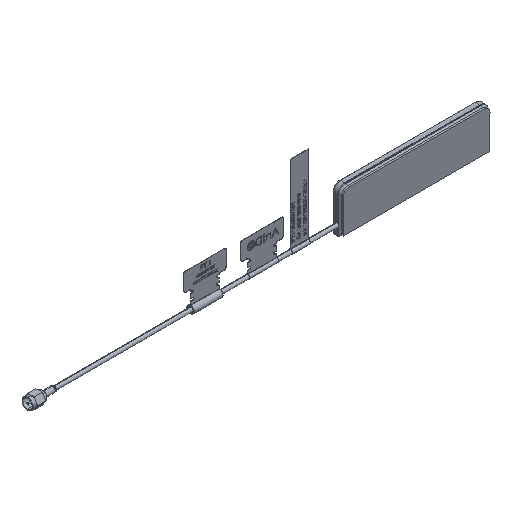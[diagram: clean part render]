
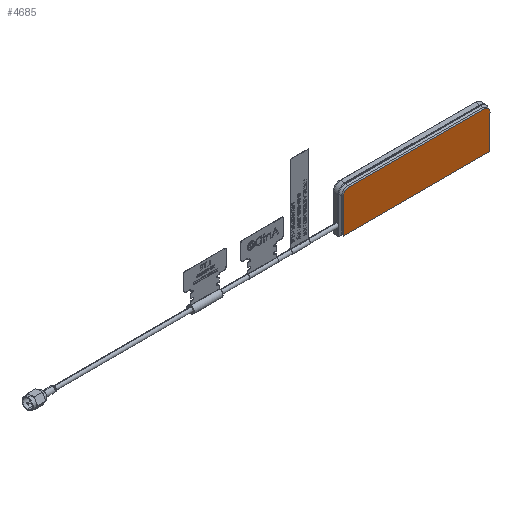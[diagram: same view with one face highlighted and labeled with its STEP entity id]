
A CAD part, isometric view. The second image highlights one B-rep face of the part: STEP entity #4685.
In plain terms, the highlighted planar face has unit normal (0, -1, 0).
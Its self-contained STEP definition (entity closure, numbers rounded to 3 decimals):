
#230 = CARTESIAN_POINT ( 'NONE',  ( -43.801, 14.034, 91. ) ) ;
#693 = CARTESIAN_POINT ( 'NONE',  ( 55.199, 14.034, 119. ) ) ;
#1593 = DIRECTION ( 'NONE',  ( 0., -1., 0. ) ) ;
#3562 = DIRECTION ( 'NONE',  ( 0., 0., -1. ) ) ;
#4094 = VERTEX_POINT ( 'NONE', #6698 ) ;
#4685 = ADVANCED_FACE ( 'NONE', ( #17335 ), #29154, .T. ) ;
#6446 = CARTESIAN_POINT ( 'NONE',  ( 59.199, 14.034, 115. ) ) ;
#6698 = CARTESIAN_POINT ( 'NONE',  ( 59.199, 14.034, 91. ) ) ;
#6730 = CARTESIAN_POINT ( 'NONE',  ( 55.199, 14.034, 119. ) ) ;
#7227 = VERTEX_POINT ( 'NONE', #40409 ) ;
#8220 = ORIENTED_EDGE ( 'NONE', *, *, #31422, .T. ) ;
#8819 = VERTEX_POINT ( 'NONE', #693 ) ;
#9036 = VECTOR ( 'NONE', #27170, 1000. ) ;
#9588 = EDGE_CURVE ( 'NONE', #7227, #34519, #36145, .T. ) ;
#11120 = CARTESIAN_POINT ( 'NONE',  ( -39.801, 14.034, 119. ) ) ;
#11782 = CARTESIAN_POINT ( 'NONE',  ( 55.199, 14.034, 115. ) ) ;
#11983 = VERTEX_POINT ( 'NONE', #6446 ) ;
#13283 = ORIENTED_EDGE ( 'NONE', *, *, #20305, .T. ) ;
#13811 = EDGE_CURVE ( 'NONE', #19437, #7227, #20648, .T. ) ;
#16027 = EDGE_CURVE ( 'NONE', #8819, #19437, #38345, .T. ) ;
#16656 = VECTOR ( 'NONE', #40469, 1000. ) ;
#17335 = FACE_OUTER_BOUND ( 'NONE', #37535, .T. ) ;
#17774 = VECTOR ( 'NONE', #38037, 1000. ) ;
#19437 = VERTEX_POINT ( 'NONE', #11120 ) ;
#20305 = EDGE_CURVE ( 'NONE', #11983, #8819, #39826, .T. ) ;
#20391 = ORIENTED_EDGE ( 'NONE', *, *, #16027, .T. ) ;
#20622 = AXIS2_PLACEMENT_3D ( 'NONE', #33970, #1593, #30814 ) ;
#20648 = CIRCLE ( 'NONE', #20622, 4. ) ;
#21665 = DIRECTION ( 'NONE',  ( 0., -1., 0. ) ) ;
#23761 = ORIENTED_EDGE ( 'NONE', *, *, #27799, .T. ) ;
#24969 = CARTESIAN_POINT ( 'NONE',  ( 59.199, 14.034, 91. ) ) ;
#25680 = AXIS2_PLACEMENT_3D ( 'NONE', #29265, #28995, #3562 ) ;
#25769 = LINE ( 'NONE', #36475, #9036 ) ;
#27170 = DIRECTION ( 'NONE',  ( 1., 0., 0. ) ) ;
#27659 = CARTESIAN_POINT ( 'NONE',  ( -43.801, 14.034, 115. ) ) ;
#27799 = EDGE_CURVE ( 'NONE', #34519, #4094, #25769, .T. ) ;
#28995 = DIRECTION ( 'NONE',  ( 0., -1., 0. ) ) ;
#29154 = PLANE ( 'NONE',  #25680 ) ;
#29265 = CARTESIAN_POINT ( 'NONE',  ( 55.199, 14.034, 115. ) ) ;
#29800 = VECTOR ( 'NONE', #30661, 1000. ) ;
#30021 = ORIENTED_EDGE ( 'NONE', *, *, #13811, .T. ) ;
#30402 = AXIS2_PLACEMENT_3D ( 'NONE', #11782, #21665, #33704 ) ;
#30661 = DIRECTION ( 'NONE',  ( 0., 0., -1. ) ) ;
#30814 = DIRECTION ( 'NONE',  ( 0., 0., -1. ) ) ;
#31422 = EDGE_CURVE ( 'NONE', #4094, #11983, #31816, .T. ) ;
#31816 = LINE ( 'NONE', #24969, #16656 ) ;
#33704 = DIRECTION ( 'NONE',  ( 0., 0., -1. ) ) ;
#33970 = CARTESIAN_POINT ( 'NONE',  ( -39.801, 14.034, 115. ) ) ;
#34519 = VERTEX_POINT ( 'NONE', #230 ) ;
#36133 = ORIENTED_EDGE ( 'NONE', *, *, #9588, .T. ) ;
#36145 = LINE ( 'NONE', #27659, #29800 ) ;
#36475 = CARTESIAN_POINT ( 'NONE',  ( -43.801, 14.034, 91. ) ) ;
#37535 = EDGE_LOOP ( 'NONE', ( #36133, #23761, #8220, #13283, #20391, #30021 ) ) ;
#38037 = DIRECTION ( 'NONE',  ( -1., 0., 0. ) ) ;
#38345 = LINE ( 'NONE', #6730, #17774 ) ;
#39826 = CIRCLE ( 'NONE', #30402, 4. ) ;
#40409 = CARTESIAN_POINT ( 'NONE',  ( -43.801, 14.034, 115. ) ) ;
#40469 = DIRECTION ( 'NONE',  ( 0., 0., 1. ) ) ;
